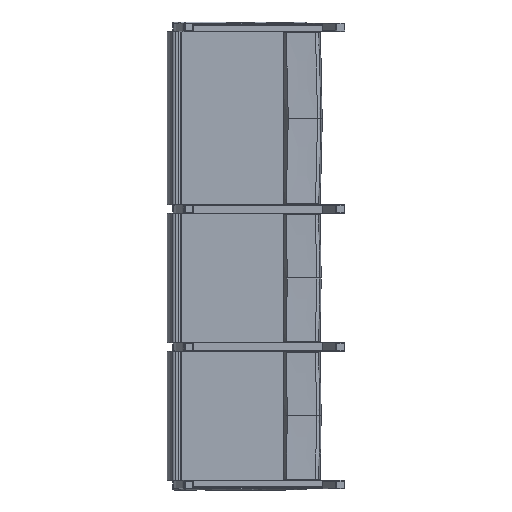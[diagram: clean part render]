
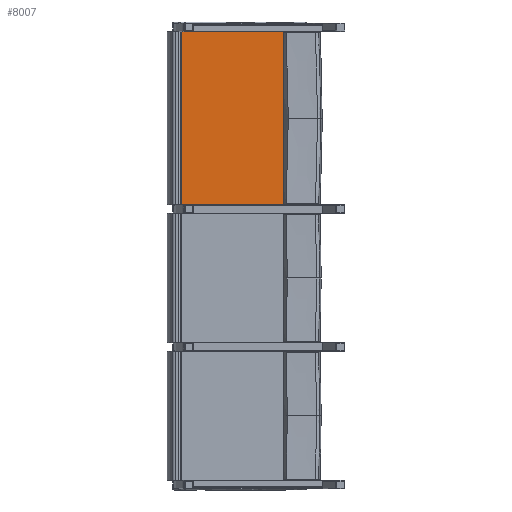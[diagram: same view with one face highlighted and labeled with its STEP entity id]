
A CAD part, front view. The second image highlights one B-rep face of the part: STEP entity #8007.
In plain terms, the highlighted planar face has unit normal (0, -1, 0).
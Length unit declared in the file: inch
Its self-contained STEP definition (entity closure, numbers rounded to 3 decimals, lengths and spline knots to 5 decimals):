
#876=PLANE('',#8804);
#1280=FACE_OUTER_BOUND('',#1856,.T.);
#1856=EDGE_LOOP('',(#7211,#7212,#7213,#7214));
#2717=LINE('',#16110,#3179);
#2721=LINE('',#16129,#3183);
#2725=LINE('',#16144,#3187);
#2726=LINE('',#16145,#3188);
#3179=VECTOR('',#10738,17.59422);
#3183=VECTOR('',#10756,30.);
#3187=VECTOR('',#10774,17.59422);
#3188=VECTOR('',#10775,30.);
#3879=VERTEX_POINT('',#16107);
#3880=VERTEX_POINT('',#16109);
#3888=VERTEX_POINT('',#16127);
#3892=VERTEX_POINT('',#16143);
#4992=EDGE_CURVE('',#3879,#3880,#2717,.T.);
#5002=EDGE_CURVE('',#3879,#3888,#2721,.T.);
#5009=EDGE_CURVE('',#3892,#3888,#2725,.T.);
#5010=EDGE_CURVE('',#3880,#3892,#2726,.T.);
#7211=ORIENTED_EDGE('',*,*,#4992,.F.);
#7212=ORIENTED_EDGE('',*,*,#5002,.T.);
#7213=ORIENTED_EDGE('',*,*,#5009,.F.);
#7214=ORIENTED_EDGE('',*,*,#5010,.F.);
#8007=ADVANCED_FACE('',(#1280),#876,.T.);
#8804=AXIS2_PLACEMENT_3D('',#16142,#10772,#10773);
#10738=DIRECTION('',(-1.,0.,0.));
#10756=DIRECTION('',(0.,0.,1.));
#10772=DIRECTION('center_axis',(0.,-1.,0.));
#10773=DIRECTION('ref_axis',(1.,0.,0.));
#10774=DIRECTION('',(1.,0.,0.));
#10775=DIRECTION('',(0.,0.,1.));
#16107=CARTESIAN_POINT('',(5.73372,-1.86655,0.));
#16109=CARTESIAN_POINT('',(-11.8605,-1.86655,0.));
#16110=CARTESIAN_POINT('',(5.73372,-1.86655,0.));
#16127=CARTESIAN_POINT('',(5.73372,-1.86655,30.));
#16129=CARTESIAN_POINT('',(5.73372,-1.86655,0.));
#16142=CARTESIAN_POINT('Origin',(-11.8605,-1.86655,0.));
#16143=CARTESIAN_POINT('',(-11.8605,-1.86655,30.));
#16144=CARTESIAN_POINT('',(4.31556,-1.86655,30.));
#16145=CARTESIAN_POINT('',(-11.8605,-1.86655,0.));
